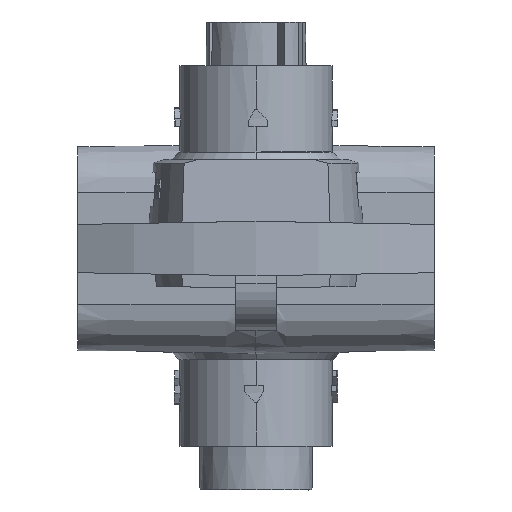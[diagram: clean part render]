
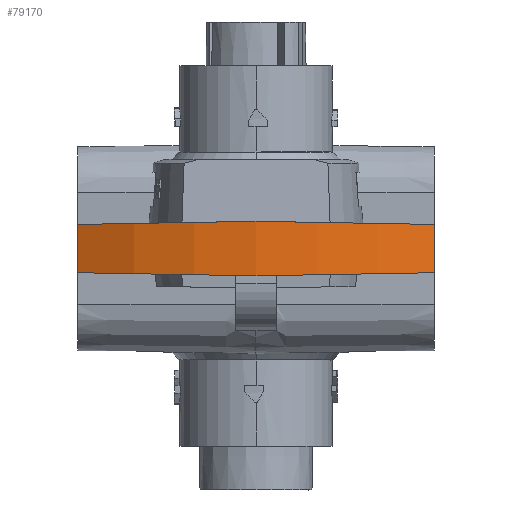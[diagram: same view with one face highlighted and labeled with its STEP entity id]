
A CAD part, left-side view. The second image highlights one B-rep face of the part: STEP entity #79170.
In plain terms, the highlighted cylindrical face has radius 50 mm (diameter 100 mm), a partial arc.
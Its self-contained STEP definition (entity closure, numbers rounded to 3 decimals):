
#70250=CARTESIAN_POINT('',(-40.363,-24.,-3.25));
#70260=VERTEX_POINT('',#70250);
#70290=CARTESIAN_POINT('',(-40.363,-24.,-3.219));
#70300=DIRECTION('',(0.,0.,1.));
#70310=VECTOR('',#70300,1.);
#70320=LINE('',#70290,#70310);
#70330=CARTESIAN_POINT('',(-40.363,-24.,3.25));
#70340=VERTEX_POINT('',#70330);
#70350=EDGE_CURVE('',#70260,#70340,#70320,.T.);
#78670=CARTESIAN_POINT('',(3.5,0.,
-3.219));
#78680=DIRECTION('',(0.,0.,1.));
#78690=DIRECTION('',(1.,0.,0.));
#78700=AXIS2_PLACEMENT_3D('',#78670,#78680,#78690);
#78710=CYLINDRICAL_SURFACE('',#78700,50.);
#78720=CARTESIAN_POINT('',(3.5,0.,
-3.669));
#78730=DIRECTION('',(0.,0.017,-1.));
#78740=DIRECTION('',(0.,-1.,-0.017));
#78750=AXIS2_PLACEMENT_3D('',#78720,#78730,#78740);
#78760=ELLIPSE('',#78750,50.008,50.);
#78770=CARTESIAN_POINT('',(-46.5,0.,-3.669)
);
#78780=VERTEX_POINT('',#78770);
#78790=CARTESIAN_POINT('',(-40.363,24.,-3.25));
#78800=VERTEX_POINT('',#78790);
#78810=EDGE_CURVE('',#78780,#78800,#78760,.T.);
#78820=ORIENTED_EDGE('',*,*,#78810,.F.);
#78830=CARTESIAN_POINT('',(-40.363,24.,-3.219));
#78840=DIRECTION('',(0.,0.,1.));
#78850=VECTOR('',#78840,1.);
#78860=LINE('',#78830,#78850);
#78870=CARTESIAN_POINT('',(-40.363,24.,3.25));
#78880=VERTEX_POINT('',#78870);
#78890=EDGE_CURVE('',#78800,#78880,#78860,.T.);
#78900=ORIENTED_EDGE('',*,*,#78890,.F.);
#78910=CARTESIAN_POINT('',(3.5,0.,
3.669));
#78920=DIRECTION('',(0.,0.017,1.));
#78930=DIRECTION('',(0.,1.,-0.017));
#78940=AXIS2_PLACEMENT_3D('',#78910,#78920,#78930);
#78950=ELLIPSE('',#78940,50.008,50.);
#78960=CARTESIAN_POINT('',(-46.5,0.,3.669)
);
#78970=VERTEX_POINT('',#78960);
#78980=EDGE_CURVE('',#78880,#78970,#78950,.T.);
#78990=ORIENTED_EDGE('',*,*,#78980,.F.);
#79000=CARTESIAN_POINT('',(3.5,0.,
3.669));
#79010=DIRECTION('',(0.,-0.017,1.));
#79020=DIRECTION('',(0.,1.,0.017));
#79030=AXIS2_PLACEMENT_3D('',#79000,#79010,#79020);
#79040=ELLIPSE('',#79030,50.008,50.);
#79050=EDGE_CURVE('',#78970,#70340,#79040,.T.);
#79060=ORIENTED_EDGE('',*,*,#79050,.F.);
#79070=ORIENTED_EDGE('',*,*,#70350,.T.);
#79080=CARTESIAN_POINT('',(3.5,0.,
-3.669));
#79090=DIRECTION('',(0.,-0.017,-1.));
#79100=DIRECTION('',(0.,-1.,0.017));
#79110=AXIS2_PLACEMENT_3D('',#79080,#79090,#79100);
#79120=ELLIPSE('',#79110,50.008,50.);
#79130=EDGE_CURVE('',#70260,#78780,#79120,.T.);
#79140=ORIENTED_EDGE('',*,*,#79130,.F.);
#79150=EDGE_LOOP('',(#79140,#79070,#79060,#78990,#78900,#78820));
#79160=FACE_OUTER_BOUND('',#79150,.T.);
#79170=ADVANCED_FACE('',(#79160),#78710,.T.);
